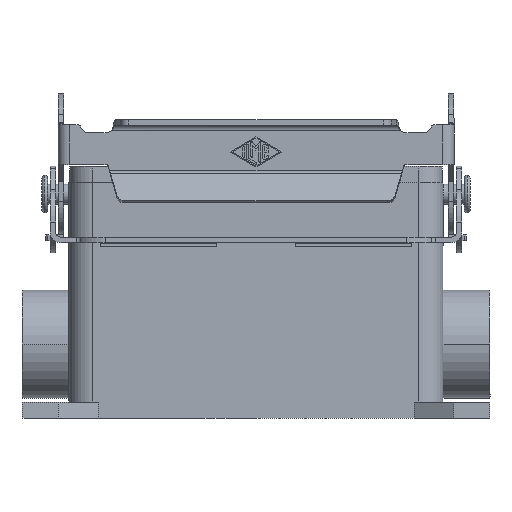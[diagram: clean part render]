
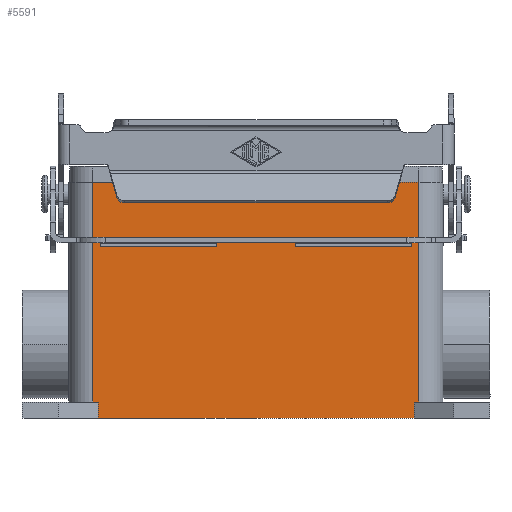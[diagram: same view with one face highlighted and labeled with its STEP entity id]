
A CAD part, front view. The second image highlights one B-rep face of the part: STEP entity #5591.
In plain terms, the highlighted planar face has unit normal (0, -1, 0).
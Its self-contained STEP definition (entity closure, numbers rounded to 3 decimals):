
#4941=CARTESIAN_POINT('',(-40.75,-22.25,-52.));
#4942=VERTEX_POINT('',#4941);
#4950=CARTESIAN_POINT('',(-40.75,-22.25,3.));
#4951=VERTEX_POINT('',#4950);
#4952=CARTESIAN_POINT('',(-40.75,-22.25,-52.));
#4953=DIRECTION('',(0.0,0.0,1.0));
#4954=VECTOR('',#4953,55.0);
#4955=LINE('',#4952,#4954);
#4956=EDGE_CURVE('',#4942,#4951,#4955,.T.);
#5055=CARTESIAN_POINT('',(40.75,-22.25,-52.));
#5056=VERTEX_POINT('',#5055);
#5065=CARTESIAN_POINT('',(40.75,-22.25,3.));
#5066=VERTEX_POINT('',#5065);
#5074=CARTESIAN_POINT('',(40.75,-22.25,-52.));
#5075=DIRECTION('',(0.0,0.0,1.0));
#5076=VECTOR('',#5075,55.0);
#5077=LINE('',#5074,#5076);
#5078=EDGE_CURVE('',#5056,#5066,#5077,.T.);
#5097=CARTESIAN_POINT('',(40.75,-22.25,3.));
#5098=DIRECTION('',(-1.0,0.0,0.0));
#5099=VECTOR('',#5098,81.5);
#5100=LINE('',#5097,#5099);
#5101=EDGE_CURVE('',#5066,#4951,#5100,.T.);
#5164=CARTESIAN_POINT('',(-39.5,-22.25,-52.));
#5165=VERTEX_POINT('',#5164);
#5172=CARTESIAN_POINT('',(-39.5,-22.25,-52.));
#5173=DIRECTION('',(-1.0,0.0,0.0));
#5174=VECTOR('',#5173,1.25);
#5175=LINE('',#5172,#5174);
#5176=EDGE_CURVE('',#5165,#4942,#5175,.T.);
#5220=CARTESIAN_POINT('',(39.5,-22.25,-52.));
#5221=VERTEX_POINT('',#5220);
#5222=CARTESIAN_POINT('',(40.75,-22.25,-52.));
#5223=DIRECTION('',(-1.0,0.0,0.0));
#5224=VECTOR('',#5223,1.25);
#5225=LINE('',#5222,#5224);
#5226=EDGE_CURVE('',#5056,#5221,#5225,.T.);
#5546=CARTESIAN_POINT('',(39.5,-22.25,-56.));
#5547=VERTEX_POINT('',#5546);
#5548=CARTESIAN_POINT('',(39.5,-22.25,-56.));
#5549=DIRECTION('',(0.0,0.0,1.0));
#5550=VECTOR('',#5549,4.);
#5551=LINE('',#5548,#5550);
#5552=EDGE_CURVE('',#5547,#5221,#5551,.T.);
#5564=CARTESIAN_POINT('',(39.5,-22.25,-56.));
#5565=DIRECTION('',(0.0,-1.0,0.0));
#5566=DIRECTION('',(0.0,0.0,-1.0));
#5567=AXIS2_PLACEMENT_3D('',#5564,#5565,#5566);
#5568=PLANE('',#5567);
#5569=CARTESIAN_POINT('',(-39.5,-22.25,-56.));
#5570=VERTEX_POINT('',#5569);
#5571=CARTESIAN_POINT('',(-39.5,-22.25,-56.));
#5572=DIRECTION('',(0.0,0.0,1.0));
#5573=VECTOR('',#5572,4.);
#5574=LINE('',#5571,#5573);
#5575=EDGE_CURVE('',#5570,#5165,#5574,.T.);
#5576=ORIENTED_EDGE('',*,*,#5575,.F.);
#5577=CARTESIAN_POINT('',(39.5,-22.25,-56.));
#5578=DIRECTION('',(-1.0,0.0,0.0));
#5579=VECTOR('',#5578,79.0);
#5580=LINE('',#5577,#5579);
#5581=EDGE_CURVE('',#5547,#5570,#5580,.T.);
#5582=ORIENTED_EDGE('',*,*,#5581,.F.);
#5583=ORIENTED_EDGE('',*,*,#5552,.T.);
#5584=ORIENTED_EDGE('',*,*,#5226,.F.);
#5585=ORIENTED_EDGE('',*,*,#5078,.T.);
#5586=ORIENTED_EDGE('',*,*,#5101,.T.);
#5587=ORIENTED_EDGE('',*,*,#4956,.F.);
#5588=ORIENTED_EDGE('',*,*,#5176,.F.);
#5589=EDGE_LOOP('',(#5576,#5582,#5583,#5584,#5585,#5586,#5587,#5588));
#5590=FACE_OUTER_BOUND('',#5589,.T.);
#5591=ADVANCED_FACE('',(#5590),#5568,.T.);
